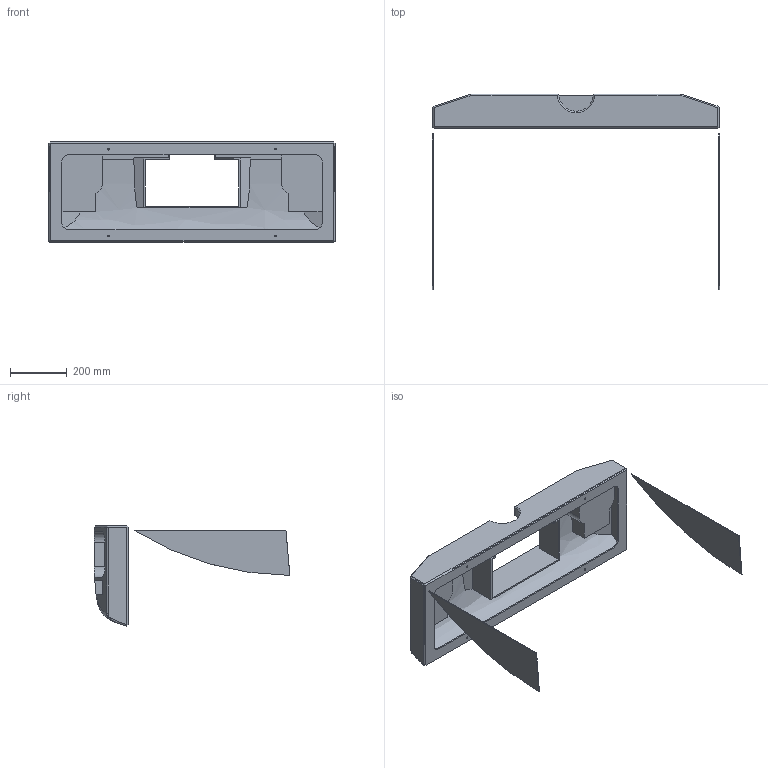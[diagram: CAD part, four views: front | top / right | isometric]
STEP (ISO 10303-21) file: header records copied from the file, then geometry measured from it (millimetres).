
FILE_DESCRIPTION (( 'STEP AP203' ), '1' );
FILE_NAME ('CounterWeight_Secondary.STEP', '2023-07-27T05:57:03', ( '' ), ( '' ), 'SwSTEP 2.0', 'SolidWorks 2021', '' );
FILE_SCHEMA (( 'CONFIG_CONTROL_DESIGN' ));
Length unit declared in the file: centimetre
Products named in the file (5): Body Panels _1_; CounterWeight_Secondary; Part 21-2; Part 12-3; Part 13-3
Assembly tree (4 placements, depth 3):
  CounterWeight_Secondary
    Body Panels _1_
      Part 21-2
      Part 13-3
      Part 12-3
Bounding box: 1010.56 x 688.39 x 352.78 mm (x, y, z)
Volume: 4294507 mm3; surface area: 1790577.9 mm2
Topology: 3 solids, 3 shells, 145 faces, 391 edges, 252 vertices
Faces by surface type: plane 92, cylinder 36, bspline 12, cone 5
Entity records: 6105 total; most frequent: CARTESIAN_POINT 2047, ORIENTED_EDGE 782, DIRECTION 680, EDGE_CURVE 391, LINE 264, VECTOR 264, VERTEX_POINT 252, AXIS2_PLACEMENT_3D 208
